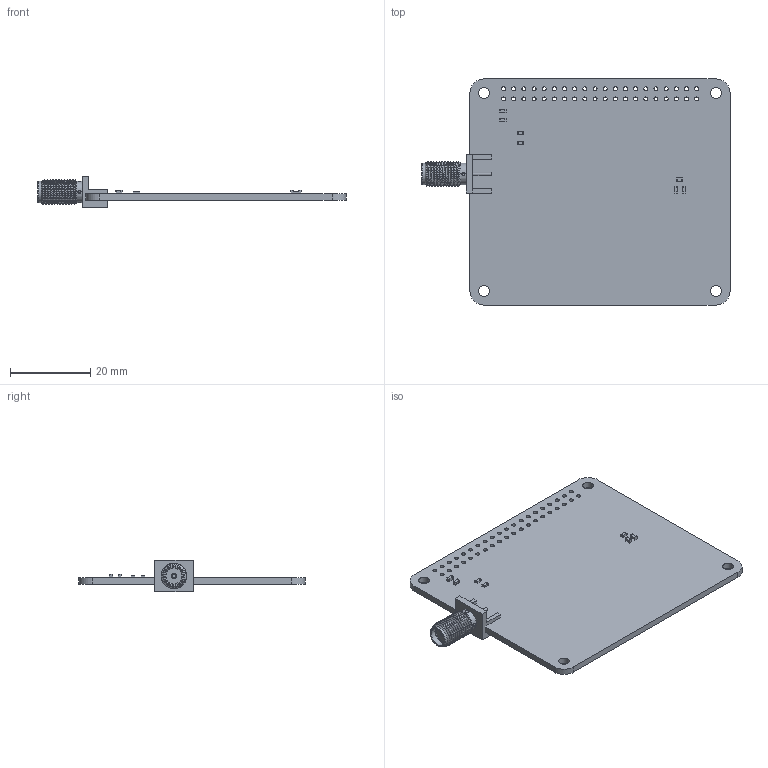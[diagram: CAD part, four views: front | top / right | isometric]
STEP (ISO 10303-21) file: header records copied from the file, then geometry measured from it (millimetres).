
FILE_DESCRIPTION(('KiCad electronic assembly'),'2;1');
FILE_NAME('Groundstation_2400_Hat.step','2024-11-19T22:51:07',('Pcbnew') ,('Kicad'),'Open CASCADE STEP processor 7.7','KiCad to STEP converter' ,'Unknown');
FILE_SCHEMA(('AUTOMOTIVE_DESIGN { 1 0 10303 214 1 1 1 1 }'));
Length unit declared in the file: millimetre
Products named in the file (8): Groundstation_2400_Hat 1; C_0603_1608Metric; R_0603_1608Metric; SMA_Amphenol_132289_EdgeMount; Groundstation_2400_Hat_PCB
Assembly tree (12 placements, depth 3):
  Groundstation_2400_Hat 1
    C_0603_1608Metric  x4
      C_0603_1608Metric
    R_0603_1608Metric  x3
      R_0603_1608Metric
    SMA_Amphenol_132289_EdgeMount
      SMA_Amphenol_132289_EdgeMount
    Groundstation_2400_Hat_PCB
Bounding box: 76.99 x 56.5 x 7.92 mm (x, y, z)
Volume: 6216.7 mm3; surface area: 8539 mm2
Topology: 9 solids, 9 shells, 355 faces, 902 edges, 579 vertices
Faces by surface type: plane 161, cylinder 143, bspline 39, cone 8, sphere 4
Full cylindrical faces by diameter (mm): 0.76 x1, 0.97 x1, 1 x40, 1.27 x1, 2.7 x4, 4 x1, 4.2 x1, 4.597 x1, 5.385 x2, 6.35 x10
Entity records: 10292 total; most frequent: CARTESIAN_POINT 4462, ORIENTED_EDGE 1092, DIRECTION 1009, EDGE_CURVE 546, AXIS2_PLACEMENT_3D 372, VERTEX_POINT 347, FACE_BOUND 319, EDGE_LOOP 319
